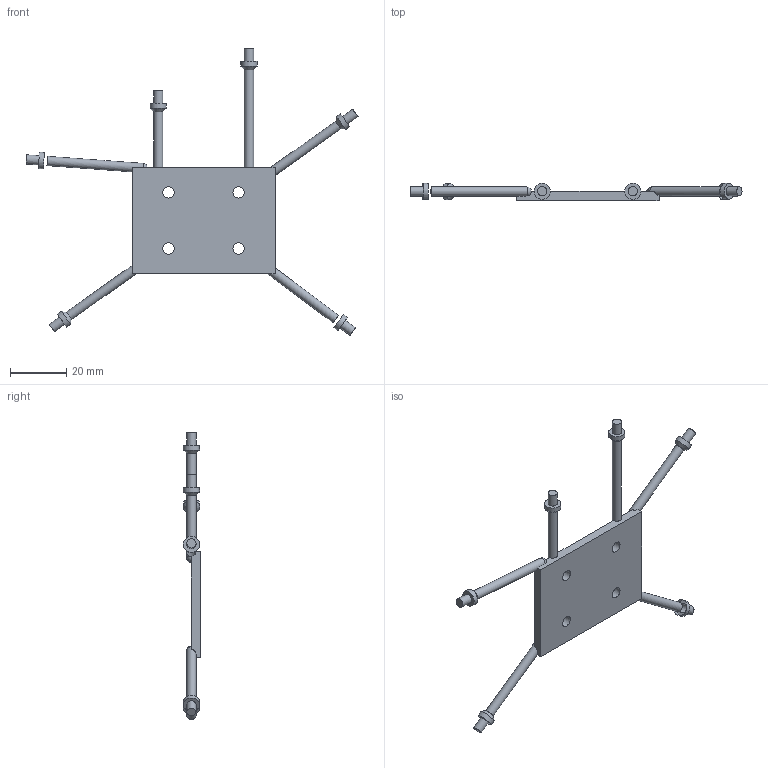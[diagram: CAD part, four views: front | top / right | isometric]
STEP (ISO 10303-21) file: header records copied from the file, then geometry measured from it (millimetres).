
FILE_DESCRIPTION(/* description */ (''),/* implementation_level */ '2;1');
FILE_NAME(/* name */ 'MARCADOR_ROBOTAT.stp',/* time_stamp */ '2024-11-08T20:51:21-06:00',/* author */ ('jrcer'),/* organization */ (''),/* preprocessor_version */ 'ST-DEVELOPER v20',/* originating_system */ 'Autodesk Inventor 2024',/* authorisation */ '');
FILE_SCHEMA (('AUTOMOTIVE_DESIGN { 1 0 10303 214 3 1 1 }'));
Length unit declared in the file: millimetre
Products named in the file (1): Marker3D
Bounding box: 118.46 x 6.2 x 102.28 mm (x, y, z)
Volume: 8407.3 mm3; surface area: 7099.7 mm2
Topology: 1 solids, 1 shells, 53 faces, 135 edges, 89 vertices
Faces by surface type: cylinder 22, plane 19, cone 6, sphere 5, bspline 1
Full cylindrical faces by diameter (mm): 3.3 x12, 4 x4, 5.8 x6
Entity records: 1785 total; most frequent: DIRECTION 318, CARTESIAN_POINT 308, ORIENTED_EDGE 268, EDGE_CURVE 134, AXIS2_PLACEMENT_3D 132, VERTEX_POINT 89, CIRCLE 69, EDGE_LOOP 67
